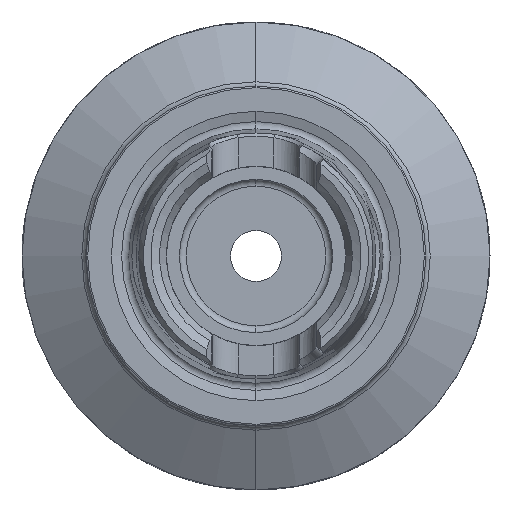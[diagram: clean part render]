
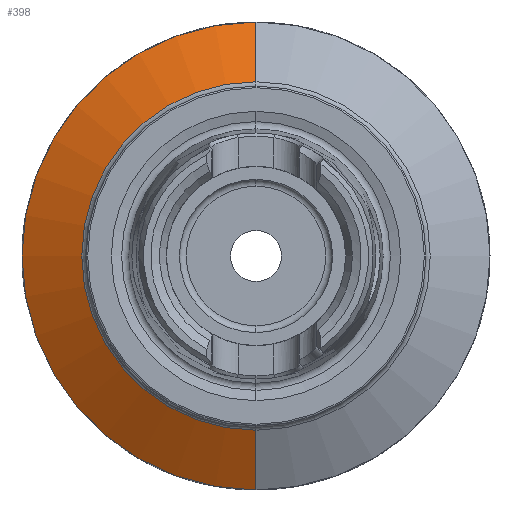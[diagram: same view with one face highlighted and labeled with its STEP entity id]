
A CAD part, left-side view. The second image highlights one B-rep face of the part: STEP entity #398.
In plain terms, the highlighted conical face has half-angle 60 degrees and reference radius 27.5 mm.
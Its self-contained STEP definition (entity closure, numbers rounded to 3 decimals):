
#398 = ADVANCED_FACE ( 'NONE', ( #37463 ), #40564, .T. ) ;
#431 = CARTESIAN_POINT ( 'NONE',  ( 16.345, 0., -27.5 ) ) ;
#3224 = DIRECTION ( 'NONE',  ( 0.5, 0., 0.866 ) ) ;
#4254 = EDGE_CURVE ( 'NONE', #42760, #22608, #13034, .T. ) ;
#4921 = EDGE_LOOP ( 'NONE', ( #5695, #41456, #36937, #41631, #43817 ) ) ;
#4998 = AXIS2_PLACEMENT_3D ( 'NONE', #43603, #36682, #5671 ) ;
#5393 = DIRECTION ( 'NONE',  ( 0., 0., 1. ) ) ;
#5671 = DIRECTION ( 'NONE',  ( 0., 0., 1. ) ) ;
#5695 = ORIENTED_EDGE ( 'NONE', *, *, #17547, .F. ) ;
#6214 = EDGE_CURVE ( 'NONE', #22608, #27379, #42518, .T. ) ;
#6801 = CARTESIAN_POINT ( 'NONE',  ( 12.289, 0., -20.475 ) ) ;
#11381 = AXIS2_PLACEMENT_3D ( 'NONE', #37063, #19610, #5393 ) ;
#12674 = DIRECTION ( 'NONE',  ( 1., 0., 0. ) ) ;
#13034 = CIRCLE ( 'NONE', #4998, 27.5 ) ;
#14497 = DIRECTION ( 'NONE',  ( 0., 0., 1. ) ) ;
#17231 = VERTEX_POINT ( 'NONE', #6801 ) ;
#17547 = EDGE_CURVE ( 'NONE', #22552, #17231, #26102, .T. ) ;
#19610 = DIRECTION ( 'NONE',  ( -1., 0., 0. ) ) ;
#21129 = CARTESIAN_POINT ( 'NONE',  ( 16.345, 0., -27.5 ) ) ;
#22552 = VERTEX_POINT ( 'NONE', #27247 ) ;
#22608 = VERTEX_POINT ( 'NONE', #27932 ) ;
#25080 = DIRECTION ( 'NONE',  ( -1., 0., 0. ) ) ;
#25941 = EDGE_CURVE ( 'NONE', #22552, #42760, #30548, .T. ) ;
#26102 = CIRCLE ( 'NONE', #11381, 20.475 ) ;
#26698 = DIRECTION ( 'NONE',  ( 0., 0., -1. ) ) ;
#27247 = CARTESIAN_POINT ( 'NONE',  ( 12.289, 0., 20.475 ) ) ;
#27379 = VERTEX_POINT ( 'NONE', #431 ) ;
#27932 = CARTESIAN_POINT ( 'NONE',  ( 16.345, 27.5, 0. ) ) ;
#29482 = CARTESIAN_POINT ( 'NONE',  ( 16.345, 0., 27.5 ) ) ;
#29535 = VECTOR ( 'NONE', #35130, 1000. ) ;
#30548 = LINE ( 'NONE', #45035, #42691 ) ;
#30606 = CARTESIAN_POINT ( 'NONE',  ( 16.345, 0., 0. ) ) ;
#31521 = AXIS2_PLACEMENT_3D ( 'NONE', #38614, #25080, #14497 ) ;
#35130 = DIRECTION ( 'NONE',  ( 0.5, 0., -0.866 ) ) ;
#36682 = DIRECTION ( 'NONE',  ( -1., 0., 0. ) ) ;
#36937 = ORIENTED_EDGE ( 'NONE', *, *, #4254, .T. ) ;
#37063 = CARTESIAN_POINT ( 'NONE',  ( 12.289, 0., 0. ) ) ;
#37463 = FACE_OUTER_BOUND ( 'NONE', #4921, .T. ) ;
#38614 = CARTESIAN_POINT ( 'NONE',  ( 16.345, 0., 0. ) ) ;
#39029 = EDGE_CURVE ( 'NONE', #17231, #27379, #42272, .T. ) ;
#40564 = CONICAL_SURFACE ( 'NONE', #42035, 27.5, 1.047 ) ;
#41456 = ORIENTED_EDGE ( 'NONE', *, *, #25941, .T. ) ;
#41631 = ORIENTED_EDGE ( 'NONE', *, *, #6214, .T. ) ;
#42035 = AXIS2_PLACEMENT_3D ( 'NONE', #30606, #12674, #26698 ) ;
#42272 = LINE ( 'NONE', #21129, #29535 ) ;
#42518 = CIRCLE ( 'NONE', #31521, 27.5 ) ;
#42691 = VECTOR ( 'NONE', #3224, 1000. ) ;
#42760 = VERTEX_POINT ( 'NONE', #29482 ) ;
#43603 = CARTESIAN_POINT ( 'NONE',  ( 16.345, 0., 0. ) ) ;
#43817 = ORIENTED_EDGE ( 'NONE', *, *, #39029, .F. ) ;
#45035 = CARTESIAN_POINT ( 'NONE',  ( 16.345, 0., 27.5 ) ) ;
